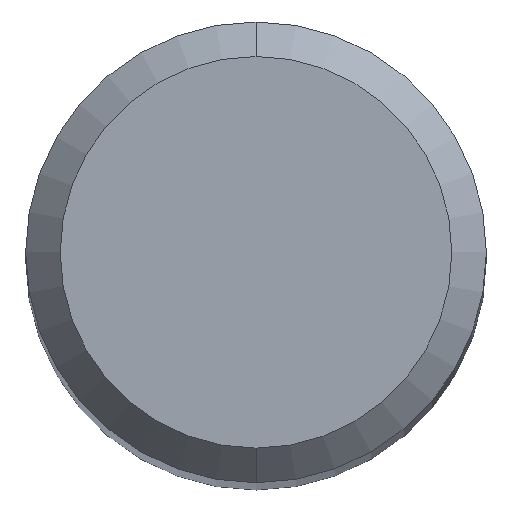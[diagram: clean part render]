
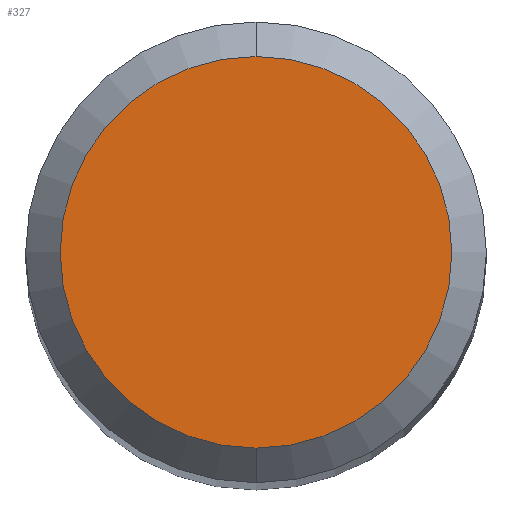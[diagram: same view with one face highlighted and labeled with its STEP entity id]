
A CAD part, top view. The second image highlights one B-rep face of the part: STEP entity #327.
In plain terms, the highlighted planar face has unit normal (0, 0, 1).
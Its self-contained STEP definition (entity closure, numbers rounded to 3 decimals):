
#193=EDGE_CURVE('',#249,#479,#513,.T.);
#249=VERTEX_POINT('',#576);
#273=EDGE_CURVE('',#479,#249,#603,.T.);
#327=ADVANCED_FACE('',(#662),#663,.T.);
#479=VERTEX_POINT('',#832);
#513=CIRCLE('',#887,1.7);
#576=CARTESIAN_POINT('',(0.,-1.7,0.0));
#603=CIRCLE('',#1034,1.7);
#662=FACE_OUTER_BOUND('',#1183,.T.);
#663=PLANE('',#1184);
#832=CARTESIAN_POINT('',(0.0,1.7,0.0));
#887=AXIS2_PLACEMENT_3D('',#1508,#1509,#1510);
#1034=AXIS2_PLACEMENT_3D('',#1605,#1606,#1607);
#1183=EDGE_LOOP('',(#1670,#1671));
#1184=AXIS2_PLACEMENT_3D('',#1672,#1673,#1674);
#1508=CARTESIAN_POINT('',(0.0,0.0,0.0));
#1509=DIRECTION('',(0.0,0.0,-1.0));
#1510=DIRECTION('',(0.0,1.0,0.0));
#1605=CARTESIAN_POINT('',(0.0,0.0,0.0));
#1606=DIRECTION('',(0.0,0.0,-1.0));
#1607=DIRECTION('',(0.0,1.0,0.0));
#1670=ORIENTED_EDGE('',*,*,#273,.F.);
#1671=ORIENTED_EDGE('',*,*,#193,.F.);
#1672=CARTESIAN_POINT('',(0.0,0.85,0.0));
#1673=DIRECTION('',(-0.0,0.0,1.0));
#1674=DIRECTION('',(0.0,-1.0,0.0));
